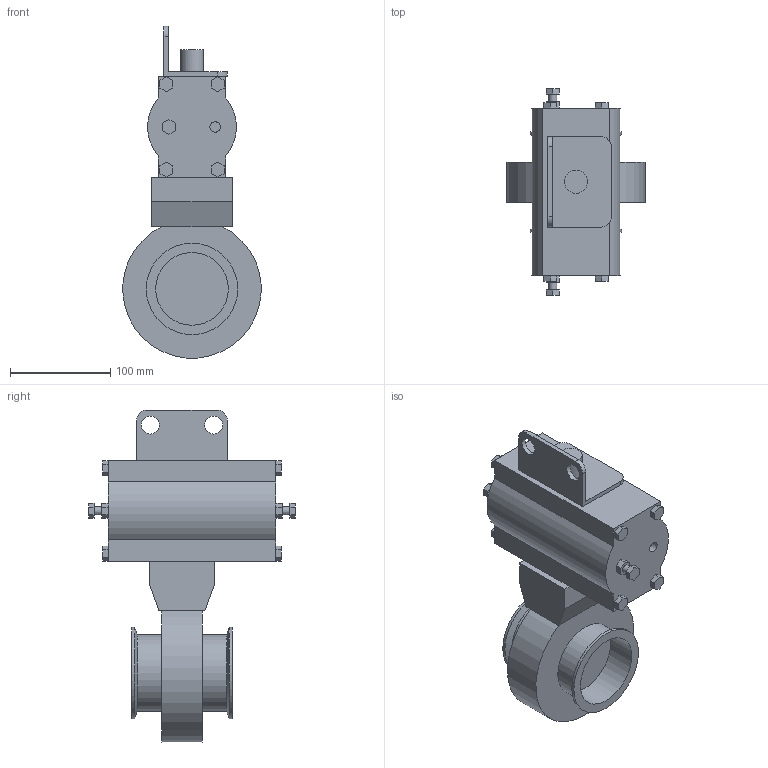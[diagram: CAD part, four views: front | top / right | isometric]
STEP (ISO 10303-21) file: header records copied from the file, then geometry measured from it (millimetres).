
FILE_DESCRIPTION(/* description */ (''),/* implementation_level */ '2;1');
FILE_NAME(/* name */ 'BVP_T_CXC_30.stp',/* time_stamp */ '2021-09-07T15:18:48+09:00',/* author */ ('j'),/* organization */ (''),/* preprocessor_version */ 'ST-DEVELOPER v18.1',/* originating_system */ 'Autodesk Inventor 2021',/* authorisation */ '');
FILE_SCHEMA (('AUTOMOTIVE_DESIGN { 1 0 10303 214 3 1 1 }'));
Length unit declared in the file: millimetre
Products named in the file (4): BVP_T_CXC_30; 自動BVボディー_30; BV用継手_C_30; BVP_アクチュエータ_T60
Assembly tree (4 placements, depth 2):
  BVP_T_CXC_30
    自動BVボディー_30
    BV用継手_C_30  x2
    BVP_アクチュエータ_T60
Bounding box: 137.65 x 206 x 330.49 mm (x, y, z)
Volume: 2199049.8 mm3; surface area: 191949.6 mm2
Topology: 4 solids, 4 shells, 145 faces, 345 edges, 228 vertices
Faces by surface type: plane 121, cylinder 22, cone 2
Full cylindrical faces by diameter (mm): 8 x2, 10.5 x2, 18 x2, 23 x3, 72.3 x2, 76.3 x2, 91 x2
Entity records: 4289 total; most frequent: CARTESIAN_POINT 704, ORIENTED_EDGE 670, DIRECTION 669, EDGE_CURVE 335, LINE 295, VECTOR 295, VERTEX_POINT 222, AXIS2_PLACEMENT_3D 187
